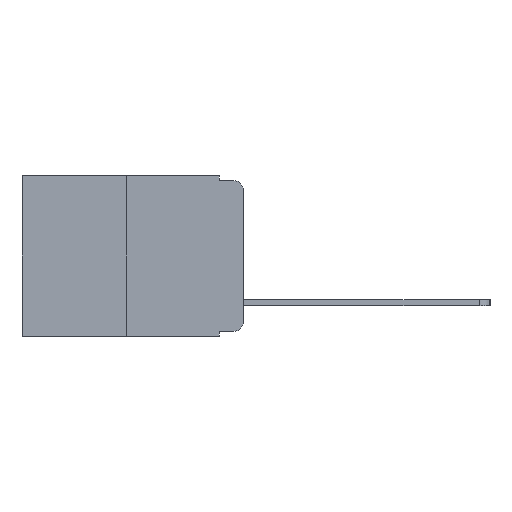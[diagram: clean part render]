
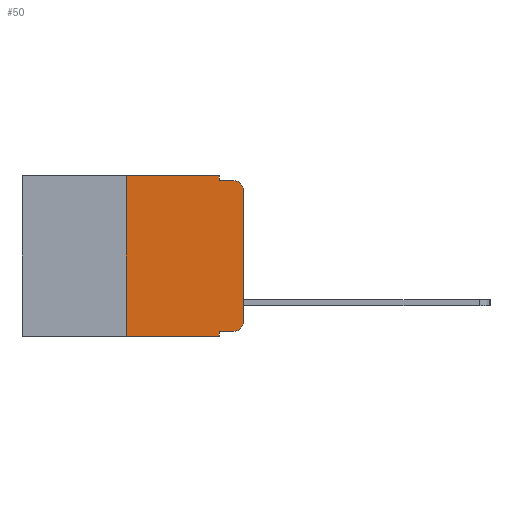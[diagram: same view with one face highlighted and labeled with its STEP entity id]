
A CAD part, left-side view. The second image highlights one B-rep face of the part: STEP entity #50.
In plain terms, the highlighted planar face has unit normal (-1, 0, 0).
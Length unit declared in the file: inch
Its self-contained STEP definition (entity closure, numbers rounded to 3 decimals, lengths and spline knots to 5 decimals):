
#50 = ADVANCED_FACE ( 'NONE', ( #12567 ), #8750, .F. ) ;
#449 = LINE ( 'NONE', #5437, #8736 ) ;
#518 = VERTEX_POINT ( 'NONE', #1005 ) ;
#770 = VERTEX_POINT ( 'NONE', #6107 ) ;
#865 = EDGE_CURVE ( 'NONE', #518, #901, #12961, .T. ) ;
#901 = VERTEX_POINT ( 'NONE', #6062 ) ;
#1005 = CARTESIAN_POINT ( 'NONE',  ( 0., 0.25, -0.343 ) ) ;
#1141 = VERTEX_POINT ( 'NONE', #3337 ) ;
#1287 = LINE ( 'NONE', #12643, #11494 ) ;
#1619 = LINE ( 'NONE', #8427, #11439 ) ;
#1766 = CARTESIAN_POINT ( 'NONE',  ( 0., 0.051, 0. ) ) ;
#1827 = ORIENTED_EDGE ( 'NONE', *, *, #8169, .F. ) ;
#2000 = CIRCLE ( 'NONE', #12485, 0.02 ) ;
#2008 = ORIENTED_EDGE ( 'NONE', *, *, #10927, .T. ) ;
#2015 = VECTOR ( 'NONE', #2758, 39.37008 ) ;
#2176 = DIRECTION ( 'NONE',  ( -1., 0., 0. ) ) ;
#2526 = DIRECTION ( 'NONE',  ( 0., -1., 0. ) ) ;
#2698 = ORIENTED_EDGE ( 'NONE', *, *, #6364, .T. ) ;
#2758 = DIRECTION ( 'NONE',  ( 0., 0., -1. ) ) ;
#2797 = CARTESIAN_POINT ( 'NONE',  ( 0., 0.051, 0. ) ) ;
#2844 = VECTOR ( 'NONE', #10593, 39.37008 ) ;
#2929 = EDGE_CURVE ( 'NONE', #7254, #7643, #449, .T. ) ;
#3337 = CARTESIAN_POINT ( 'NONE',  ( 0., 0.02, -0.01 ) ) ;
#3361 = VECTOR ( 'NONE', #8686, 39.37008 ) ;
#3394 = ORIENTED_EDGE ( 'NONE', *, *, #10959, .F. ) ;
#3669 = EDGE_CURVE ( 'NONE', #4539, #7057, #7665, .T. ) ;
#3782 = VECTOR ( 'NONE', #9157, 39.37008 ) ;
#4539 = VERTEX_POINT ( 'NONE', #1766 ) ;
#4632 = DIRECTION ( 'NONE',  ( -1., 0., 0. ) ) ;
#4825 = CARTESIAN_POINT ( 'NONE',  ( 0., 0.473, -0.343 ) ) ;
#4975 = CARTESIAN_POINT ( 'NONE',  ( 0., 0.051, -0.333 ) ) ;
#5187 = ORIENTED_EDGE ( 'NONE', *, *, #2929, .T. ) ;
#5437 = CARTESIAN_POINT ( 'NONE',  ( 0., 0., 0. ) ) ;
#5878 = CARTESIAN_POINT ( 'NONE',  ( 0., 0.051, 0. ) ) ;
#6062 = CARTESIAN_POINT ( 'NONE',  ( 0., 0.051, -0.343 ) ) ;
#6107 = CARTESIAN_POINT ( 'NONE',  ( 0., 0.25, 0. ) ) ;
#6178 = CIRCLE ( 'NONE', #9761, 0.02 ) ;
#6268 = CARTESIAN_POINT ( 'NONE',  ( 0., 0.051, -0.01 ) ) ;
#6364 = EDGE_CURVE ( 'NONE', #7643, #1141, #6178, .T. ) ;
#6676 = DIRECTION ( 'NONE',  ( 0., 0., 1. ) ) ;
#7057 = VERTEX_POINT ( 'NONE', #6268 ) ;
#7254 = VERTEX_POINT ( 'NONE', #13023 ) ;
#7504 = ORIENTED_EDGE ( 'NONE', *, *, #865, .T. ) ;
#7643 = VERTEX_POINT ( 'NONE', #8310 ) ;
#7665 = LINE ( 'NONE', #2797, #2015 ) ;
#7801 = EDGE_LOOP ( 'NONE', ( #5187, #2698, #3394, #9749, #12327, #1827, #7504, #11448, #9311, #2008 ) ) ;
#8118 = CARTESIAN_POINT ( 'NONE',  ( 0., 0.02, -0.03 ) ) ;
#8169 = EDGE_CURVE ( 'NONE', #518, #770, #1287, .T. ) ;
#8216 = VERTEX_POINT ( 'NONE', #11757 ) ;
#8310 = CARTESIAN_POINT ( 'NONE',  ( 0., 0., -0.03 ) ) ;
#8427 = CARTESIAN_POINT ( 'NONE',  ( 0., 0.051, -0.01 ) ) ;
#8686 = DIRECTION ( 'NONE',  ( 0., 0., -1. ) ) ;
#8736 = VECTOR ( 'NONE', #6676, 39.37008 ) ;
#8750 = PLANE ( 'NONE',  #10544 ) ;
#8766 = DIRECTION ( 'NONE',  ( 0., 0., -1. ) ) ;
#8821 = LINE ( 'NONE', #5878, #3361 ) ;
#8833 = CARTESIAN_POINT ( 'NONE',  ( 0., 0.473, 0. ) ) ;
#8911 = CARTESIAN_POINT ( 'NONE',  ( 0., 0.473, 0. ) ) ;
#9098 = DIRECTION ( 'NONE',  ( 0., 0., -1. ) ) ;
#9157 = DIRECTION ( 'NONE',  ( 0., -1., 0. ) ) ;
#9311 = ORIENTED_EDGE ( 'NONE', *, *, #11529, .T. ) ;
#9749 = ORIENTED_EDGE ( 'NONE', *, *, #3669, .F. ) ;
#9761 = AXIS2_PLACEMENT_3D ( 'NONE', #8118, #2176, #9098 ) ;
#9850 = DIRECTION ( 'NONE',  ( 0., -1., 0. ) ) ;
#9892 = DIRECTION ( 'NONE',  ( 0., 0., 1. ) ) ;
#9970 = VECTOR ( 'NONE', #9850, 39.37008 ) ;
#10261 = CARTESIAN_POINT ( 'NONE',  ( 0., 0.051, -0.333 ) ) ;
#10294 = CARTESIAN_POINT ( 'NONE',  ( 0., 0.02, -0.313 ) ) ;
#10544 = AXIS2_PLACEMENT_3D ( 'NONE', #8833, #12598, #8766 ) ;
#10558 = EDGE_CURVE ( 'NONE', #770, #4539, #10625, .T. ) ;
#10593 = DIRECTION ( 'NONE',  ( 0., -1., 0. ) ) ;
#10625 = LINE ( 'NONE', #8911, #9970 ) ;
#10927 = EDGE_CURVE ( 'NONE', #8216, #7254, #2000, .T. ) ;
#10959 = EDGE_CURVE ( 'NONE', #7057, #1141, #1619, .T. ) ;
#11193 = DIRECTION ( 'NONE',  ( 0., 0., -1. ) ) ;
#11439 = VECTOR ( 'NONE', #2526, 39.37008 ) ;
#11448 = ORIENTED_EDGE ( 'NONE', *, *, #12172, .F. ) ;
#11494 = VECTOR ( 'NONE', #9892, 39.37008 ) ;
#11529 = EDGE_CURVE ( 'NONE', #11943, #8216, #13049, .T. ) ;
#11757 = CARTESIAN_POINT ( 'NONE',  ( 0., 0.02, -0.333 ) ) ;
#11943 = VERTEX_POINT ( 'NONE', #10261 ) ;
#12172 = EDGE_CURVE ( 'NONE', #11943, #901, #8821, .T. ) ;
#12327 = ORIENTED_EDGE ( 'NONE', *, *, #10558, .F. ) ;
#12485 = AXIS2_PLACEMENT_3D ( 'NONE', #10294, #4632, #11193 ) ;
#12567 = FACE_OUTER_BOUND ( 'NONE', #7801, .T. ) ;
#12598 = DIRECTION ( 'NONE',  ( 1., 0., 0. ) ) ;
#12643 = CARTESIAN_POINT ( 'NONE',  ( 0., 0.25, 0. ) ) ;
#12961 = LINE ( 'NONE', #4825, #3782 ) ;
#13023 = CARTESIAN_POINT ( 'NONE',  ( 0., 0., -0.313 ) ) ;
#13049 = LINE ( 'NONE', #4975, #2844 ) ;
